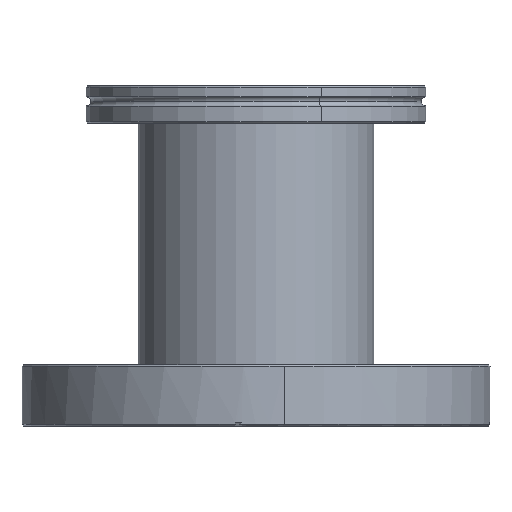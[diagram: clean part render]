
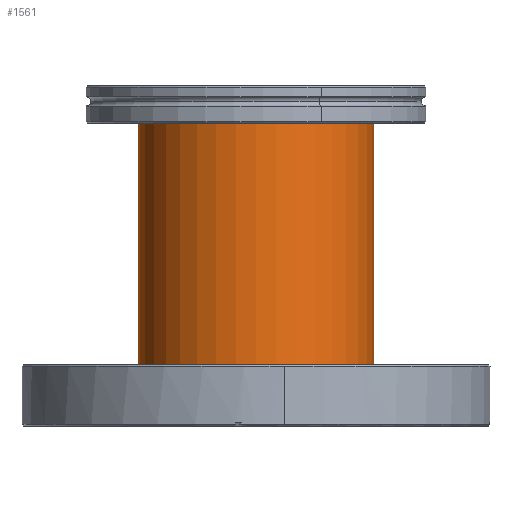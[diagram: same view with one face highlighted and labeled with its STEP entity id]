
A CAD part, front view. The second image highlights one B-rep face of the part: STEP entity #1561.
In plain terms, the highlighted cylindrical face has radius 38.1 mm (diameter 76.2 mm), a partial arc.
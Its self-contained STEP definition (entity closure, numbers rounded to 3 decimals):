
#135 = VERTEX_POINT ( 'NONE', #3607 ) ;
#212 = LINE ( 'NONE', #3488, #3670 ) ;
#337 = VERTEX_POINT ( 'NONE', #3508 ) ;
#565 = CIRCLE ( 'NONE', #3189, 38.1 ) ;
#844 = CIRCLE ( 'NONE', #2663, 38.1 ) ;
#1008 = VERTEX_POINT ( 'NONE', #4467 ) ;
#1065 = ORIENTED_EDGE ( 'NONE', *, *, #2744, .T. ) ;
#1133 = EDGE_LOOP ( 'NONE', ( #5070, #4960, #2457, #1065 ) ) ;
#1181 = CARTESIAN_POINT ( 'NONE',  ( 38.1, 0., 46.25 ) ) ;
#1498 = AXIS2_PLACEMENT_3D ( 'NONE', #2478, #1588, #5252 ) ;
#1561 = ADVANCED_FACE ( 'NONE', ( #3435 ), #2302, .T. ) ;
#1588 = DIRECTION ( 'NONE',  ( 0., 0., -1. ) ) ;
#2081 = CARTESIAN_POINT ( 'NONE',  ( 0., 0., 46.25 ) ) ;
#2302 = CYLINDRICAL_SURFACE ( 'NONE', #1498, 38.1 ) ;
#2457 = ORIENTED_EDGE ( 'NONE', *, *, #2943, .T. ) ;
#2478 = CARTESIAN_POINT ( 'NONE',  ( 0., 0., 46.25 ) ) ;
#2500 = DIRECTION ( 'NONE',  ( 0., 0., -1. ) ) ;
#2632 = DIRECTION ( 'NONE',  ( 0., 0., -1. ) ) ;
#2663 = AXIS2_PLACEMENT_3D ( 'NONE', #4505, #4942, #4472 ) ;
#2711 = CARTESIAN_POINT ( 'NONE',  ( -38.1, 0., 46.25 ) ) ;
#2744 = EDGE_CURVE ( 'NONE', #135, #337, #844, .T. ) ;
#2777 = EDGE_CURVE ( 'NONE', #1008, #337, #4962, .T. ) ;
#2782 = EDGE_CURVE ( 'NONE', #3472, #1008, #565, .T. ) ;
#2943 = EDGE_CURVE ( 'NONE', #3472, #135, #212, .T. ) ;
#3189 = AXIS2_PLACEMENT_3D ( 'NONE', #2081, #3369, #5405 ) ;
#3369 = DIRECTION ( 'NONE',  ( 0., 0., 1. ) ) ;
#3435 = FACE_OUTER_BOUND ( 'NONE', #1133, .T. ) ;
#3472 = VERTEX_POINT ( 'NONE', #2711 ) ;
#3488 = CARTESIAN_POINT ( 'NONE',  ( -38.1, 0., 46.25 ) ) ;
#3508 = CARTESIAN_POINT ( 'NONE',  ( 38.1, 0., -46.25 ) ) ;
#3607 = CARTESIAN_POINT ( 'NONE',  ( -38.1, 0., -46.25 ) ) ;
#3670 = VECTOR ( 'NONE', #2632, 1000. ) ;
#3869 = VECTOR ( 'NONE', #2500, 1000. ) ;
#4467 = CARTESIAN_POINT ( 'NONE',  ( 38.1, 0., 46.25 ) ) ;
#4472 = DIRECTION ( 'NONE',  ( 1., 0., 0. ) ) ;
#4505 = CARTESIAN_POINT ( 'NONE',  ( 0., 0., -46.25 ) ) ;
#4942 = DIRECTION ( 'NONE',  ( 0., 0., 1. ) ) ;
#4960 = ORIENTED_EDGE ( 'NONE', *, *, #2782, .F. ) ;
#4962 = LINE ( 'NONE', #1181, #3869 ) ;
#5070 = ORIENTED_EDGE ( 'NONE', *, *, #2777, .F. ) ;
#5252 = DIRECTION ( 'NONE',  ( -1., 0., 0. ) ) ;
#5405 = DIRECTION ( 'NONE',  ( 1., 0., 0. ) ) ;
